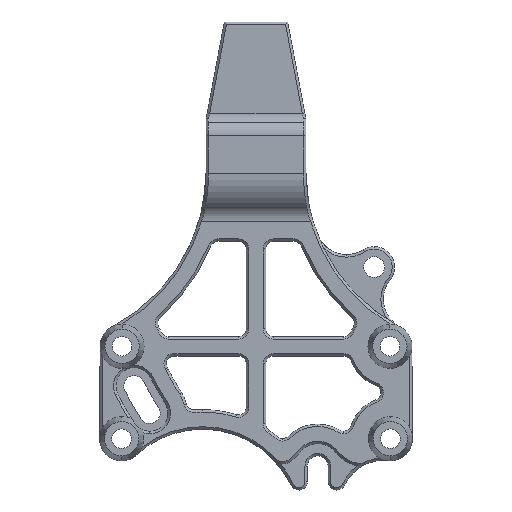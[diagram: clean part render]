
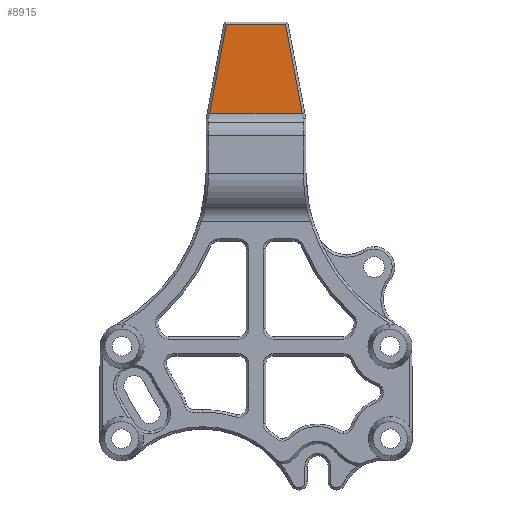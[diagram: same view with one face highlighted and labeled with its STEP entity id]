
A CAD part, top view. The second image highlights one B-rep face of the part: STEP entity #8915.
In plain terms, the highlighted planar face has unit normal (0, 0, 1).
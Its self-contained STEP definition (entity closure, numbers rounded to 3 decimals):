
#41 = AXIS2_PLACEMENT_3D ( 'NONE', #345, #5108, #9940 ) ;
#81 = CARTESIAN_POINT ( 'NONE',  ( -7.583, 38.103, 7.2 ) ) ;
#284 = CARTESIAN_POINT ( 'NONE',  ( 8.18, 38.103, 7.2 ) ) ;
#345 = CARTESIAN_POINT ( 'NONE',  ( 0., 0., 7.2 ) ) ;
#355 = VECTOR ( 'NONE', #10070, 1000. ) ;
#801 = VECTOR ( 'NONE', #8171, 1000. ) ;
#1018 = EDGE_CURVE ( 'NONE', #2941, #6442, #1020, .T. ) ;
#1020 = LINE ( 'NONE', #7435, #801 ) ;
#1028 = EDGE_CURVE ( 'NONE', #6105, #2941, #9881, .T. ) ;
#1569 = ORIENTED_EDGE ( 'NONE', *, *, #8228, .T. ) ;
#2420 = CARTESIAN_POINT ( 'NONE',  ( -4.848, 52.69, 7.2 ) ) ;
#2941 = VERTEX_POINT ( 'NONE', #4622 ) ;
#3301 = DIRECTION ( 'NONE',  ( -1., 0., 0. ) ) ;
#3778 = LINE ( 'NONE', #9196, #355 ) ;
#4040 = LINE ( 'NONE', #4969, #5055 ) ;
#4346 = EDGE_CURVE ( 'NONE', #6442, #8000, #4040, .T. ) ;
#4381 = FACE_OUTER_BOUND ( 'NONE', #4588, .T. ) ;
#4391 = ORIENTED_EDGE ( 'NONE', *, *, #1018, .T. ) ;
#4434 = PLANE ( 'NONE',  #41 ) ;
#4588 = EDGE_LOOP ( 'NONE', ( #4667, #1569, #5655, #4391 ) ) ;
#4622 = CARTESIAN_POINT ( 'NONE',  ( 7.583, 38.103, 7.2 ) ) ;
#4667 = ORIENTED_EDGE ( 'NONE', *, *, #4346, .T. ) ;
#4758 = VECTOR ( 'NONE', #9770, 1000. ) ;
#4969 = CARTESIAN_POINT ( 'NONE',  ( 0., 52.69, 7.2 ) ) ;
#5055 = VECTOR ( 'NONE', #3301, 1000. ) ;
#5108 = DIRECTION ( 'NONE',  ( 0., 0., 1. ) ) ;
#5357 = CARTESIAN_POINT ( 'NONE',  ( 4.848, 52.69, 7.2 ) ) ;
#5655 = ORIENTED_EDGE ( 'NONE', *, *, #1028, .T. ) ;
#6105 = VERTEX_POINT ( 'NONE', #81 ) ;
#6442 = VERTEX_POINT ( 'NONE', #5357 ) ;
#7435 = CARTESIAN_POINT ( 'NONE',  ( 14.227, 2.668, 7.2 ) ) ;
#8000 = VERTEX_POINT ( 'NONE', #2420 ) ;
#8171 = DIRECTION ( 'NONE',  ( -0.184, 0.983, 0. ) ) ;
#8228 = EDGE_CURVE ( 'NONE', #8000, #6105, #3778, .T. ) ;
#8915 = ADVANCED_FACE ( 'NONE', ( #4381 ), #4434, .T. ) ;
#9196 = CARTESIAN_POINT ( 'NONE',  ( -7.597, 38.029, 7.2 ) ) ;
#9770 = DIRECTION ( 'NONE',  ( 1., 0., 0. ) ) ;
#9881 = LINE ( 'NONE', #284, #4758 ) ;
#9940 = DIRECTION ( 'NONE',  ( 0., -1., 0. ) ) ;
#10070 = DIRECTION ( 'NONE',  ( -0.184, -0.983, 0. ) ) ;
